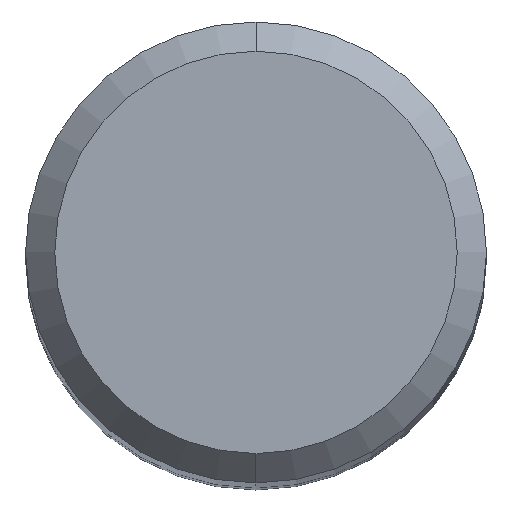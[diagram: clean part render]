
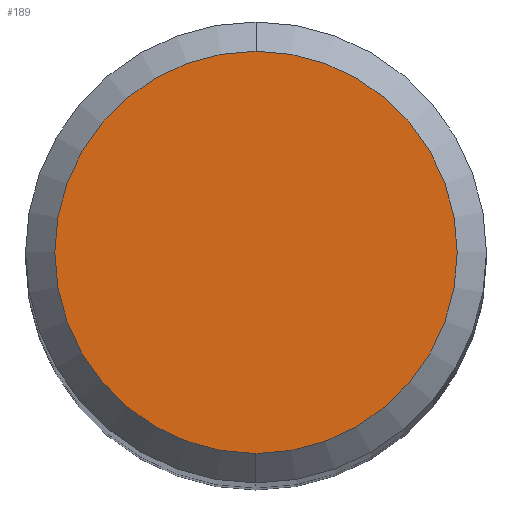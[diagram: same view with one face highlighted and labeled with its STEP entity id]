
A CAD part, top view. The second image highlights one B-rep face of the part: STEP entity #189.
In plain terms, the highlighted planar face has unit normal (0, 0, 1).
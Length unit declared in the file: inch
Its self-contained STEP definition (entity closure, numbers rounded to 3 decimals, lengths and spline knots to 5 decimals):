
#28 = VERTEX_POINT ( 'NONE', #291 ) ;
#46 = CARTESIAN_POINT ( 'NONE',  ( 0., 0.1375, 0. ) ) ;
#48 = CARTESIAN_POINT ( 'NONE',  ( 0., 0., 0. ) ) ;
#71 = PLANE ( 'NONE',  #318 ) ;
#91 = AXIS2_PLACEMENT_3D ( 'NONE', #48, #218, #335 ) ;
#110 = DIRECTION ( 'NONE',  ( 0., 0., 1. ) ) ;
#135 = CARTESIAN_POINT ( 'NONE',  ( 0., 0., 0. ) ) ;
#157 = EDGE_LOOP ( 'NONE', ( #340, #382 ) ) ;
#183 = DIRECTION ( 'NONE',  ( 0., 0., -1. ) ) ;
#189 = ADVANCED_FACE ( 'NONE', ( #392 ), #71, .F. ) ;
#205 = CARTESIAN_POINT ( 'NONE',  ( 0., 0.1375, 0. ) ) ;
#218 = DIRECTION ( 'NONE',  ( 0., 0., 1. ) ) ;
#219 = VERTEX_POINT ( 'NONE', #205 ) ;
#233 = DIRECTION ( 'NONE',  ( 0., 1., 0. ) ) ;
#261 = EDGE_CURVE ( 'NONE', #28, #219, #311, .T. ) ;
#291 = CARTESIAN_POINT ( 'NONE',  ( 0., -0.1375, 0. ) ) ;
#304 = CIRCLE ( 'NONE', #353, 0.1375 ) ;
#311 = CIRCLE ( 'NONE', #91, 0.1375 ) ;
#318 = AXIS2_PLACEMENT_3D ( 'NONE', #46, #183, #233 ) ;
#335 = DIRECTION ( 'NONE',  ( 0., -1., 0. ) ) ;
#338 = EDGE_CURVE ( 'NONE', #219, #28, #304, .T. ) ;
#340 = ORIENTED_EDGE ( 'NONE', *, *, #338, .T. ) ;
#353 = AXIS2_PLACEMENT_3D ( 'NONE', #135, #110, #394 ) ;
#382 = ORIENTED_EDGE ( 'NONE', *, *, #261, .T. ) ;
#392 = FACE_OUTER_BOUND ( 'NONE', #157, .T. ) ;
#394 = DIRECTION ( 'NONE',  ( 0., -1., 0. ) ) ;
